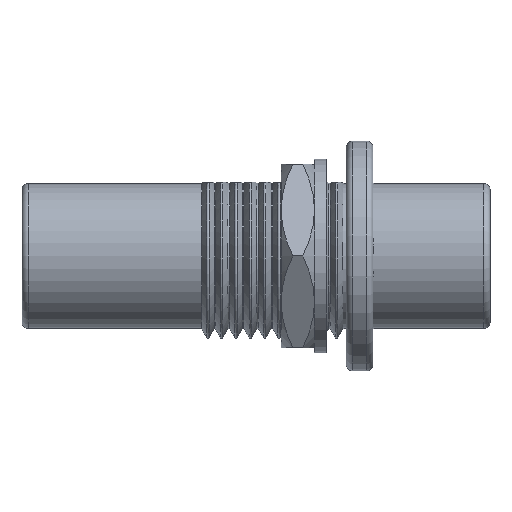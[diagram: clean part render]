
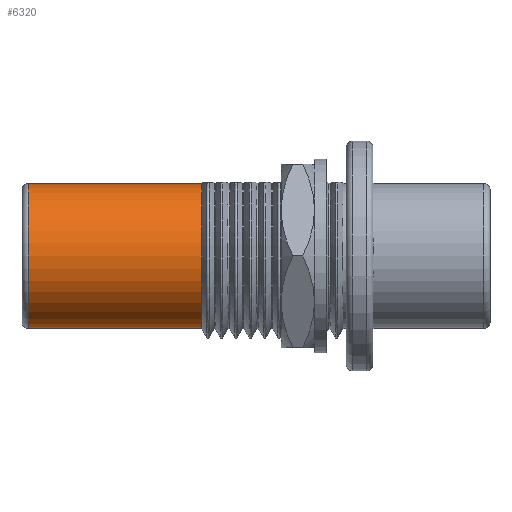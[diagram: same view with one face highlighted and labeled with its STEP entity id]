
A CAD part, left-side view. The second image highlights one B-rep face of the part: STEP entity #6320.
In plain terms, the highlighted cylindrical face has radius 5.512 mm (diameter 11.024 mm), a partial arc.
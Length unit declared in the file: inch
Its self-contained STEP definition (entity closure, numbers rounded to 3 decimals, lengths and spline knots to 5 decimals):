
#716 = ORIENTED_EDGE ( 'NONE', *, *, #851, .T. ) ;
#796 = ORIENTED_EDGE ( 'NONE', *, *, #834, .F. ) ;
#834 = EDGE_CURVE ( 'NONE', #5455, #2285, #5167, .T. ) ;
#851 = EDGE_CURVE ( 'NONE', #1211, #5278, #5466, .T. ) ;
#876 = AXIS2_PLACEMENT_3D ( 'NONE', #11068, #5495, #10069 ) ;
#890 = CARTESIAN_POINT ( 'NONE',  ( 0., 1.381, -0.217 ) ) ;
#1097 = CARTESIAN_POINT ( 'NONE',  ( 0., 1.381, 0.217 ) ) ;
#1211 = VERTEX_POINT ( 'NONE', #890 ) ;
#1357 = CYLINDRICAL_SURFACE ( 'NONE', #5075, 0.217 ) ;
#2285 = VERTEX_POINT ( 'NONE', #10185 ) ;
#3257 = CIRCLE ( 'NONE', #11567, 0.217 ) ;
#3506 = EDGE_CURVE ( 'NONE', #5455, #1211, #4786, .T. ) ;
#4727 = DIRECTION ( 'NONE',  ( 0., 0., -1. ) ) ;
#4786 = CIRCLE ( 'NONE', #876, 0.217 ) ;
#5009 = CARTESIAN_POINT ( 'NONE',  ( 0., 0.863, -0.217 ) ) ;
#5075 = AXIS2_PLACEMENT_3D ( 'NONE', #10430, #7520, #4727 ) ;
#5167 = LINE ( 'NONE', #9864, #7921 ) ;
#5278 = VERTEX_POINT ( 'NONE', #5009 ) ;
#5455 = VERTEX_POINT ( 'NONE', #1097 ) ;
#5466 = LINE ( 'NONE', #9945, #11426 ) ;
#5495 = DIRECTION ( 'NONE',  ( 0., -1., 0. ) ) ;
#5499 = EDGE_LOOP ( 'NONE', ( #796, #6909, #716, #5900 ) ) ;
#5900 = ORIENTED_EDGE ( 'NONE', *, *, #8107, .F. ) ;
#6060 = FACE_OUTER_BOUND ( 'NONE', #5499, .T. ) ;
#6320 = ADVANCED_FACE ( 'NONE', ( #6060 ), #1357, .T. ) ;
#6909 = ORIENTED_EDGE ( 'NONE', *, *, #3506, .T. ) ;
#7440 = DIRECTION ( 'NONE',  ( 0., -1., 0. ) ) ;
#7520 = DIRECTION ( 'NONE',  ( 0., -1., 0. ) ) ;
#7921 = VECTOR ( 'NONE', #9777, 39.37008 ) ;
#8096 = DIRECTION ( 'NONE',  ( 0., -1., 0. ) ) ;
#8107 = EDGE_CURVE ( 'NONE', #2285, #5278, #3257, .T. ) ;
#8355 = DIRECTION ( 'NONE',  ( 0., 0., -1. ) ) ;
#9777 = DIRECTION ( 'NONE',  ( 0., -1., 0. ) ) ;
#9864 = CARTESIAN_POINT ( 'NONE',  ( 0., 0., 0.217 ) ) ;
#9945 = CARTESIAN_POINT ( 'NONE',  ( 0., 0., -0.217 ) ) ;
#10069 = DIRECTION ( 'NONE',  ( 0., 0., 1. ) ) ;
#10185 = CARTESIAN_POINT ( 'NONE',  ( 0., 0.863, 0.217 ) ) ;
#10306 = CARTESIAN_POINT ( 'NONE',  ( 0., 0.863, 0. ) ) ;
#10430 = CARTESIAN_POINT ( 'NONE',  ( 0., 0., 0. ) ) ;
#11068 = CARTESIAN_POINT ( 'NONE',  ( 0., 1.381, 0. ) ) ;
#11426 = VECTOR ( 'NONE', #8096, 39.37008 ) ;
#11567 = AXIS2_PLACEMENT_3D ( 'NONE', #10306, #7440, #8355 ) ;
